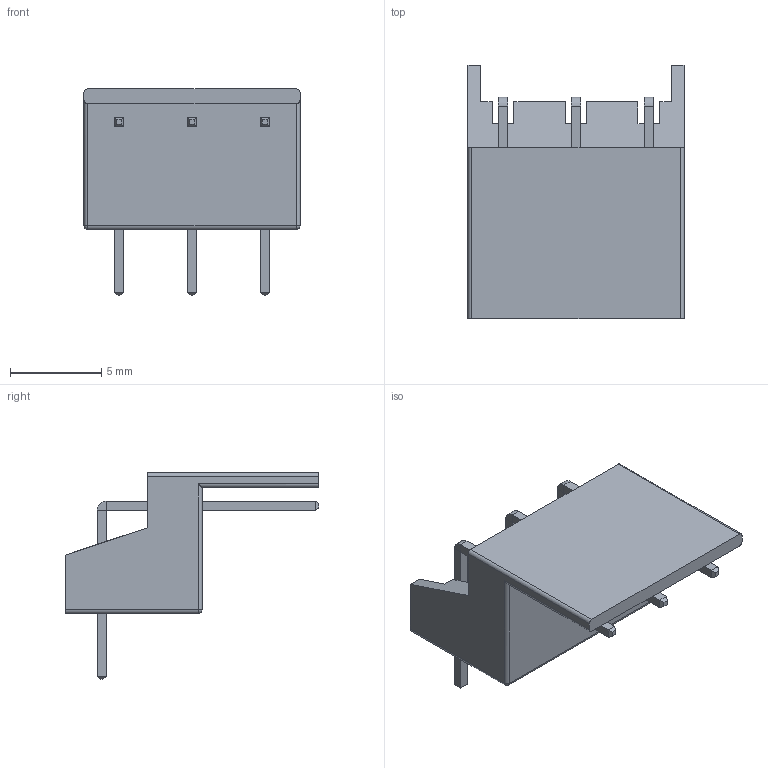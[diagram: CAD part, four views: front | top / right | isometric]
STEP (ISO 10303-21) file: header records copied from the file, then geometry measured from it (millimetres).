
FILE_DESCRIPTION (( 'STEP AP214' ), '1' );
FILE_NAME ('CONN-TH_3P-P3.96_S3P-VH-LF-SN.step', '2022-07-29T16:42:23', ( '' ), ( '' ), 'SwSTEP 2.0', 'SolidWorks 2020', '' );
FILE_SCHEMA (( 'AUTOMOTIVE_DESIGN' ));
Length unit declared in the file: millimetre
Products named in the file (1): CONN-TH_3P-P3.96_S3P-VH-LF-SN
Bounding box: 11.85 x 13.9 x 11.3 mm (x, y, z)
Volume: 466.6 mm3; surface area: 693 mm2
Topology: 14 solids, 14 shells, 402 faces, 1029 edges, 666 vertices
Faces by surface type: plane 276, bspline 112, cylinder 12, sphere 2
Entity records: 15871 total; most frequent: CARTESIAN_POINT 4206, ORIENTED_EDGE 2054, DIRECTION 1399, EDGE_CURVE 1027, LINE 777, VECTOR 777, VERTEX_POINT 666, EDGE_LOOP 427
